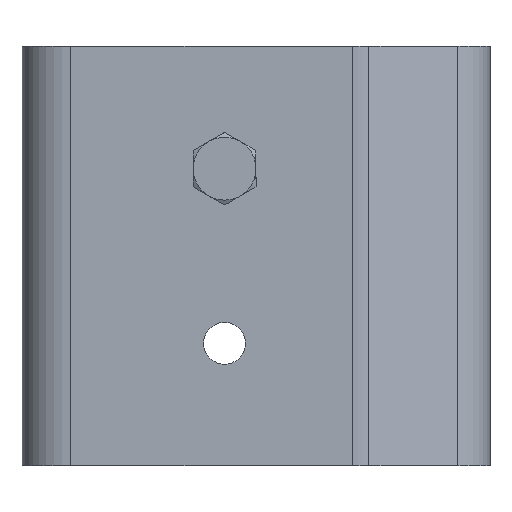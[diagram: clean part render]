
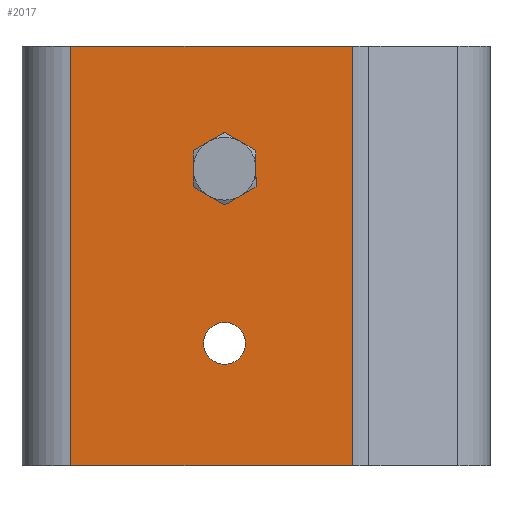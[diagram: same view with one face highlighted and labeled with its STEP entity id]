
A CAD part, left-side view. The second image highlights one B-rep face of the part: STEP entity #2017.
In plain terms, the highlighted planar face has unit normal (-1, 0, 0).
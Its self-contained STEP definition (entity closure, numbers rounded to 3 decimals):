
#65 = EDGE_CURVE ( 'NONE', #104, #1988, #2184, .T. ) ;
#91 = CARTESIAN_POINT ( 'NONE',  ( 23.951, 57.293, -106.689 ) ) ;
#104 = VERTEX_POINT ( 'NONE', #448 ) ;
#106 = DIRECTION ( 'NONE',  ( -1., 0., 0. ) ) ;
#110 = CARTESIAN_POINT ( 'NONE',  ( 23.951, 13.293, -21.689 ) ) ;
#125 = LINE ( 'NONE', #1683, #1935 ) ;
#139 = ORIENTED_EDGE ( 'NONE', *, *, #165, .F. ) ;
#165 = EDGE_CURVE ( 'NONE', #622, #1161, #1686, .T. ) ;
#188 = ORIENTED_EDGE ( 'NONE', *, *, #542, .F. ) ;
#193 = CARTESIAN_POINT ( 'NONE',  ( 23.951, -134.728, -106.689 ) ) ;
#194 = CARTESIAN_POINT ( 'NONE',  ( 23.951, 13.293, -71.689 ) ) ;
#198 = CARTESIAN_POINT ( 'NONE',  ( 23.951, 7.293, -71.689 ) ) ;
#266 = LINE ( 'NONE', #1726, #766 ) ;
#330 = CIRCLE ( 'NONE', #1480, 6. ) ;
#352 = AXIS2_PLACEMENT_3D ( 'NONE', #660, #2190, #1163 ) ;
#356 = VERTEX_POINT ( 'NONE', #91 ) ;
#357 = DIRECTION ( 'NONE',  ( 0., -1., 0. ) ) ;
#367 = DIRECTION ( 'NONE',  ( -1., 0., 0. ) ) ;
#373 = DIRECTION ( 'NONE',  ( 0., -1., 0. ) ) ;
#380 = DIRECTION ( 'NONE',  ( 0., -1., 0. ) ) ;
#387 = VERTEX_POINT ( 'NONE', #934 ) ;
#434 = ORIENTED_EDGE ( 'NONE', *, *, #2015, .T. ) ;
#448 = CARTESIAN_POINT ( 'NONE',  ( 23.951, 7.293, -21.689 ) ) ;
#510 = DIRECTION ( 'NONE',  ( 0., 0., 1. ) ) ;
#518 = AXIS2_PLACEMENT_3D ( 'NONE', #194, #1385, #373 ) ;
#542 = EDGE_CURVE ( 'NONE', #387, #1374, #266, .T. ) ;
#544 = CARTESIAN_POINT ( 'NONE',  ( 23.951, 13.293, -71.689 ) ) ;
#579 = ORIENTED_EDGE ( 'NONE', *, *, #2114, .T. ) ;
#582 = FACE_BOUND ( 'NONE', #768, .T. ) ;
#622 = VERTEX_POINT ( 'NONE', #1553 ) ;
#660 = CARTESIAN_POINT ( 'NONE',  ( 23.951, -134.728, 13.311 ) ) ;
#766 = VECTOR ( 'NONE', #357, 1000. ) ;
#768 = EDGE_LOOP ( 'NONE', ( #1532, #1060 ) ) ;
#821 = VECTOR ( 'NONE', #1040, 1000. ) ;
#844 = ORIENTED_EDGE ( 'NONE', *, *, #1382, .T. ) ;
#886 = CARTESIAN_POINT ( 'NONE',  ( 23.951, -23.239, 13.311 ) ) ;
#934 = CARTESIAN_POINT ( 'NONE',  ( 23.951, 57.293, 13.311 ) ) ;
#968 = FACE_BOUND ( 'NONE', #1984, .T. ) ;
#994 = PLANE ( 'NONE',  #352 ) ;
#1040 = DIRECTION ( 'NONE',  ( 0., -1., 0. ) ) ;
#1056 = CARTESIAN_POINT ( 'NONE',  ( 23.951, 19.293, -21.689 ) ) ;
#1060 = ORIENTED_EDGE ( 'NONE', *, *, #1073, .F. ) ;
#1073 = EDGE_CURVE ( 'NONE', #1988, #104, #330, .T. ) ;
#1085 = AXIS2_PLACEMENT_3D ( 'NONE', #110, #106, #1622 ) ;
#1161 = VERTEX_POINT ( 'NONE', #198 ) ;
#1163 = DIRECTION ( 'NONE',  ( 0., 1., 0. ) ) ;
#1181 = CARTESIAN_POINT ( 'NONE',  ( 23.951, -23.239, 13.311 ) ) ;
#1233 = EDGE_CURVE ( 'NONE', #1161, #622, #1729, .T. ) ;
#1335 = DIRECTION ( 'NONE',  ( 0., 0., -1. ) ) ;
#1374 = VERTEX_POINT ( 'NONE', #886 ) ;
#1379 = CARTESIAN_POINT ( 'NONE',  ( 23.951, 13.293, -21.689 ) ) ;
#1382 = EDGE_CURVE ( 'NONE', #356, #1946, #1724, .T. ) ;
#1385 = DIRECTION ( 'NONE',  ( -1., 0., 0. ) ) ;
#1393 = DIRECTION ( 'NONE',  ( -1., 0., 0. ) ) ;
#1412 = CARTESIAN_POINT ( 'NONE',  ( 23.951, -23.239, -106.689 ) ) ;
#1480 = AXIS2_PLACEMENT_3D ( 'NONE', #1379, #367, #1555 ) ;
#1532 = ORIENTED_EDGE ( 'NONE', *, *, #65, .F. ) ;
#1553 = CARTESIAN_POINT ( 'NONE',  ( 23.951, 19.293, -71.689 ) ) ;
#1555 = DIRECTION ( 'NONE',  ( 0., -1., 0. ) ) ;
#1622 = DIRECTION ( 'NONE',  ( 0., -1., 0. ) ) ;
#1683 = CARTESIAN_POINT ( 'NONE',  ( 23.951, 57.293, 13.311 ) ) ;
#1686 = CIRCLE ( 'NONE', #2122, 6. ) ;
#1719 = VECTOR ( 'NONE', #510, 1000. ) ;
#1724 = LINE ( 'NONE', #193, #821 ) ;
#1726 = CARTESIAN_POINT ( 'NONE',  ( 23.951, -134.728, 13.311 ) ) ;
#1729 = CIRCLE ( 'NONE', #518, 6. ) ;
#1852 = EDGE_LOOP ( 'NONE', ( #844, #579, #188, #434 ) ) ;
#1877 = FACE_OUTER_BOUND ( 'NONE', #1852, .T. ) ;
#1935 = VECTOR ( 'NONE', #1335, 1000. ) ;
#1946 = VERTEX_POINT ( 'NONE', #1412 ) ;
#1984 = EDGE_LOOP ( 'NONE', ( #2092, #139 ) ) ;
#1988 = VERTEX_POINT ( 'NONE', #1056 ) ;
#2015 = EDGE_CURVE ( 'NONE', #387, #356, #125, .T. ) ;
#2017 = ADVANCED_FACE ( 'NONE', ( #968, #582, #1877 ), #994, .F. ) ;
#2092 = ORIENTED_EDGE ( 'NONE', *, *, #1233, .F. ) ;
#2114 = EDGE_CURVE ( 'NONE', #1946, #1374, #2162, .T. ) ;
#2122 = AXIS2_PLACEMENT_3D ( 'NONE', #544, #1393, #380 ) ;
#2162 = LINE ( 'NONE', #1181, #1719 ) ;
#2184 = CIRCLE ( 'NONE', #1085, 6. ) ;
#2190 = DIRECTION ( 'NONE',  ( 1., 0., 0. ) ) ;
